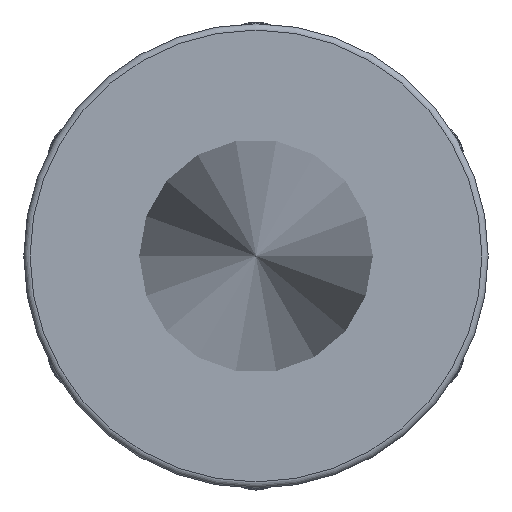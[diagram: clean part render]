
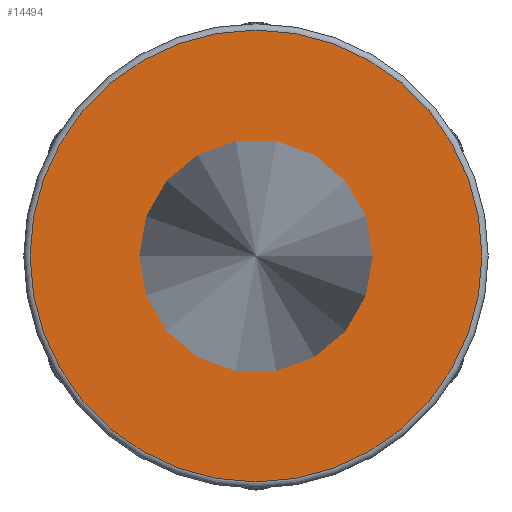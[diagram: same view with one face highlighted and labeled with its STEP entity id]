
A CAD part, left-side view. The second image highlights one B-rep face of the part: STEP entity #14494.
In plain terms, the highlighted planar face has unit normal (-1, 0, 0).
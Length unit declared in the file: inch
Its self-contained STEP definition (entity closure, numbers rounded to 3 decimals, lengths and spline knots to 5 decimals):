
#222=PLANE('',#15531);
#1026=FACE_OUTER_BOUND('',#1863,.T.);
#1863=EDGE_LOOP('',(#10456,#10457));
#3168=CIRCLE('',#15524,2.14);
#3169=CIRCLE('',#15525,2.14);
#6555=VERTEX_POINT('',#22094);
#6556=VERTEX_POINT('',#22096);
#8075=EDGE_CURVE('',#6555,#6556,#3168,.T.);
#8076=EDGE_CURVE('',#6556,#6555,#3169,.T.);
#10456=ORIENTED_EDGE('',*,*,#8076,.F.);
#10457=ORIENTED_EDGE('',*,*,#8075,.F.);
#14494=ADVANCED_FACE('',(#1026),#222,.T.);
#15524=AXIS2_PLACEMENT_3D('',#22097,#16864,#16865);
#15525=AXIS2_PLACEMENT_3D('',#22098,#16866,#16867);
#15531=AXIS2_PLACEMENT_3D('',#22108,#16879,#16880);
#16864=DIRECTION('center_axis',(1.,0.,0.));
#16865=DIRECTION('ref_axis',(0.,-1.,0.));
#16866=DIRECTION('center_axis',(1.,0.,0.));
#16867=DIRECTION('ref_axis',(0.,-1.,0.));
#16879=DIRECTION('center_axis',(-1.,0.,0.));
#16880=DIRECTION('ref_axis',(0.,0.,1.));
#22094=CARTESIAN_POINT('',(-0.72,0.,2.14));
#22096=CARTESIAN_POINT('',(-0.72,2.14,0.));
#22097=CARTESIAN_POINT('Origin',(-0.72,0.,0.));
#22098=CARTESIAN_POINT('Origin',(-0.72,0.,0.));
#22108=CARTESIAN_POINT('Origin',(-0.72,1.1,0.));
